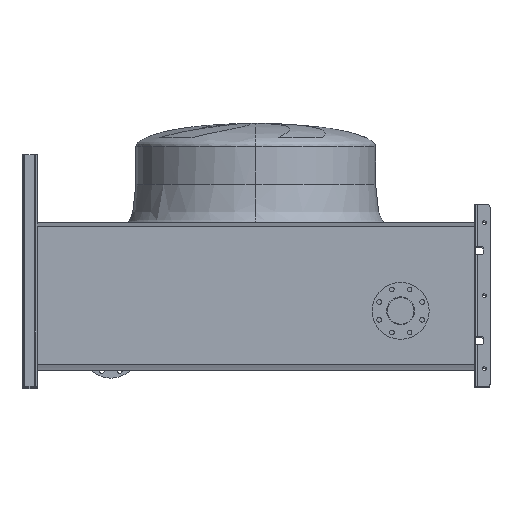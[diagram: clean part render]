
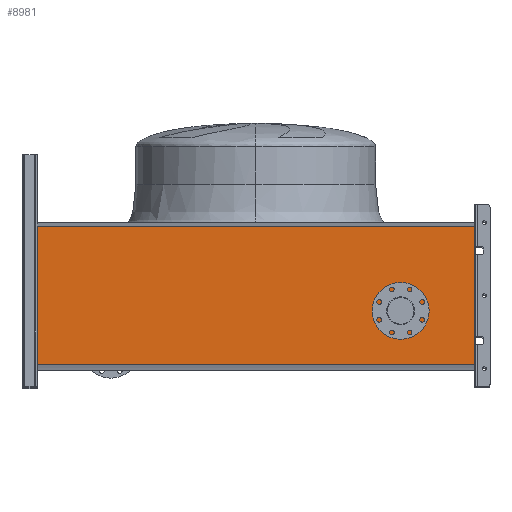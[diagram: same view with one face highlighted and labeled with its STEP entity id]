
A CAD part, top view. The second image highlights one B-rep face of the part: STEP entity #8981.
In plain terms, the highlighted planar face has unit normal (0, 0, 1).
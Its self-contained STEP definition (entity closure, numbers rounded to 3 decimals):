
#26 = ORIENTED_EDGE ( 'NONE', *, *, #2493, .F. ) ;
#108 = EDGE_CURVE ( 'NONE', #11011, #7056, #4771, .T. ) ;
#248 = DIRECTION ( 'NONE',  ( -1., 0., 0. ) ) ;
#432 = CARTESIAN_POINT ( 'NONE',  ( 560., 220., 240. ) ) ;
#502 = EDGE_CURVE ( 'NONE', #8871, #5694, #9628, .T. ) ;
#1128 = DIRECTION ( 'NONE',  ( 0., -1., 0. ) ) ;
#1229 = AXIS2_PLACEMENT_3D ( 'NONE', #432, #3851, #10429 ) ;
#1513 = VECTOR ( 'NONE', #3931, 1000. ) ;
#1733 = VECTOR ( 'NONE', #248, 1000. ) ;
#1737 = CARTESIAN_POINT ( 'NONE',  ( 1454.262, 547.422, 240. ) ) ;
#2114 = DIRECTION ( 'NONE',  ( -1., 0., 0. ) ) ;
#2493 = EDGE_CURVE ( 'NONE', #8871, #11011, #8861, .T. ) ;
#2580 = CARTESIAN_POINT ( 'NONE',  ( 1454.262, 12.578, 240. ) ) ;
#2946 = DIRECTION ( 'NONE',  ( 0., 0., -1. ) ) ;
#3320 = AXIS2_PLACEMENT_3D ( 'NONE', #12971, #8677, #2114 ) ;
#3407 = VECTOR ( 'NONE', #1128, 1000. ) ;
#3851 = DIRECTION ( 'NONE',  ( 0., 0., -1. ) ) ;
#3931 = DIRECTION ( 'NONE',  ( -1., 0., 0. ) ) ;
#4279 = VERTEX_POINT ( 'NONE', #12035 ) ;
#4365 = ORIENTED_EDGE ( 'NONE', *, *, #502, .T. ) ;
#4771 = LINE ( 'NONE', #2580, #1733 ) ;
#5694 = VERTEX_POINT ( 'NONE', #14331 ) ;
#6429 = DIRECTION ( 'NONE',  ( 0., -1., 0. ) ) ;
#6886 = ORIENTED_EDGE ( 'NONE', *, *, #13322, .T. ) ;
#7056 = VERTEX_POINT ( 'NONE', #8811 ) ;
#7506 = CIRCLE ( 'NONE', #1229, 54. ) ;
#8280 = CARTESIAN_POINT ( 'NONE',  ( 845., 547.422, 240. ) ) ;
#8489 = PLANE ( 'NONE',  #10949 ) ;
#8677 = DIRECTION ( 'NONE',  ( 0., 0., -1. ) ) ;
#8811 = CARTESIAN_POINT ( 'NONE',  ( -845., 12.578, 240. ) ) ;
#8861 = LINE ( 'NONE', #13301, #3407 ) ;
#8871 = VERTEX_POINT ( 'NONE', #8280 ) ;
#8981 = ADVANCED_FACE ( 'NONE', ( #13951, #13005 ), #8489, .F. ) ;
#9381 = VECTOR ( 'NONE', #6429, 1000. ) ;
#9590 = CARTESIAN_POINT ( 'NONE',  ( 1454.262, 12.578, 240. ) ) ;
#9628 = LINE ( 'NONE', #1737, #1513 ) ;
#9718 = CARTESIAN_POINT ( 'NONE',  ( -845., 12.578, 240. ) ) ;
#10182 = ORIENTED_EDGE ( 'NONE', *, *, #108, .F. ) ;
#10429 = DIRECTION ( 'NONE',  ( -1., 0., 0. ) ) ;
#10949 = AXIS2_PLACEMENT_3D ( 'NONE', #9590, #2946, #12864 ) ;
#11011 = VERTEX_POINT ( 'NONE', #13460 ) ;
#11478 = ORIENTED_EDGE ( 'NONE', *, *, #13675, .T. ) ;
#11753 = ORIENTED_EDGE ( 'NONE', *, *, #13831, .T. ) ;
#12035 = CARTESIAN_POINT ( 'NONE',  ( 560., 166., 240. ) ) ;
#12263 = CARTESIAN_POINT ( 'NONE',  ( 560., 274., 240. ) ) ;
#12495 = VERTEX_POINT ( 'NONE', #12263 ) ;
#12864 = DIRECTION ( 'NONE',  ( -1., 0., 0. ) ) ;
#12971 = CARTESIAN_POINT ( 'NONE',  ( 560., 220., 240. ) ) ;
#13005 = FACE_BOUND ( 'NONE', #14182, .T. ) ;
#13301 = CARTESIAN_POINT ( 'NONE',  ( 845., 12.578, 240. ) ) ;
#13322 = EDGE_CURVE ( 'NONE', #5694, #7056, #14287, .T. ) ;
#13460 = CARTESIAN_POINT ( 'NONE',  ( 845., 12.578, 240. ) ) ;
#13626 = EDGE_LOOP ( 'NONE', ( #26, #4365, #6886, #10182 ) ) ;
#13675 = EDGE_CURVE ( 'NONE', #12495, #4279, #14015, .T. ) ;
#13831 = EDGE_CURVE ( 'NONE', #4279, #12495, #7506, .T. ) ;
#13951 = FACE_OUTER_BOUND ( 'NONE', #13626, .T. ) ;
#14015 = CIRCLE ( 'NONE', #3320, 54. ) ;
#14182 = EDGE_LOOP ( 'NONE', ( #11478, #11753 ) ) ;
#14287 = LINE ( 'NONE', #9718, #9381 ) ;
#14331 = CARTESIAN_POINT ( 'NONE',  ( -845., 547.422, 240. ) ) ;
